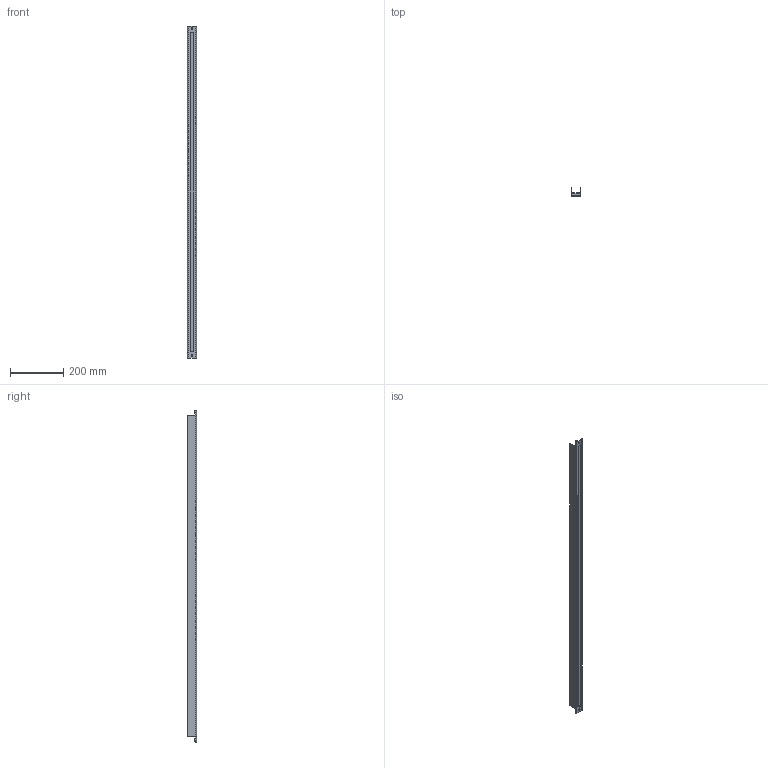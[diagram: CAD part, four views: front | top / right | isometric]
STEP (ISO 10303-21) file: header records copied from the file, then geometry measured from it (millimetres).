
FILE_DESCRIPTION(/* description */ ('Unknown'),/* implementation_level */ '2;1');
FILE_NAME(/* name */ 'A000434_k',/* time_stamp */ '2020-10-28T23:52:31+01:00',/* author */ ('Unknown'),/* organization */ ('Unknown'),/* preprocessor_version */ 'ST-DEVELOPER v16.7',/* originating_system */ 'DEX',/* authorisation */ $);
FILE_SCHEMA (('CONFIG_CONTROL_DESIGN'));
Length unit declared in the file: millimetre
Products named in the file (1): A000434_k
Bounding box: 34 x 34 x 1250 mm (x, y, z)
Volume: 595399.2 mm3; surface area: 217721.7 mm2
Topology: 1 solids, 1 shells, 57 faces, 148 edges, 96 vertices
Faces by surface type: plane 29, cylinder 28
Full cylindrical faces by diameter (mm): 4 x2, 6.6 x2
Entity records: 1772 total; most frequent: DIRECTION 316, CARTESIAN_POINT 298, ORIENTED_EDGE 288, EDGE_CURVE 144, AXIS2_PLACEMENT_3D 114, VERTEX_POINT 96, LINE 88, VECTOR 88
